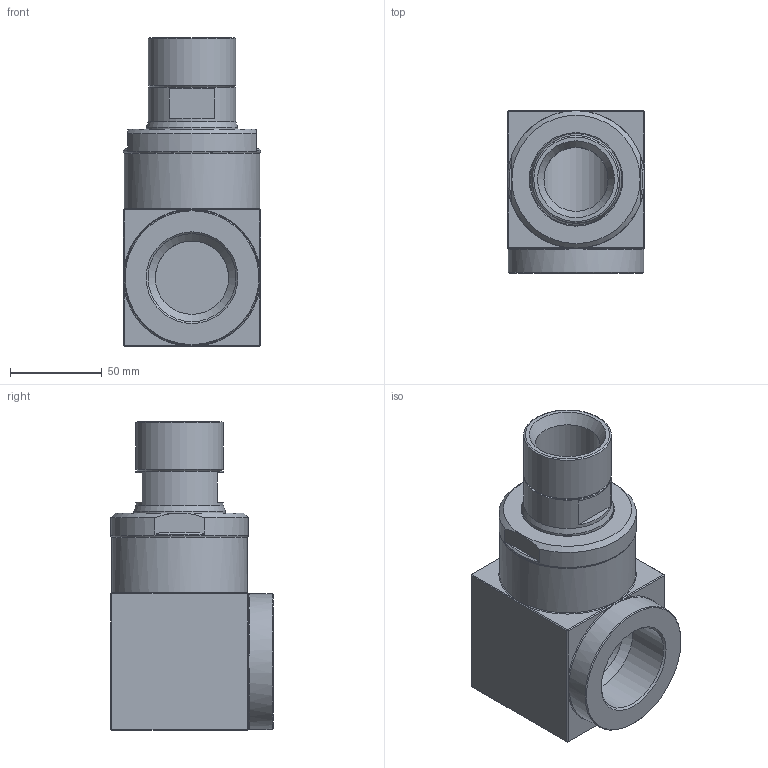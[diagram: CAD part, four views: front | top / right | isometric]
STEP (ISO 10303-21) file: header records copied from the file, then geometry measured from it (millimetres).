
FILE_DESCRIPTION (( 'STEP AP214' ), '1' );
FILE_NAME ('BAL-GGN40-IC-KAF.STEP', '2016-08-23T11:24:52', ( '' ), ( '' ), 'SwSTEP 2.0', 'SolidWorks 2016', '' );
FILE_SCHEMA (( 'AUTOMOTIVE_DESIGN' ));
Length unit declared in the file: millimetre
Products named in the file (1): BAL-GGN40-IC-KAF
Bounding box: 75 x 88.5 x 168.5 mm (x, y, z)
Surface area: 115738.9 mm2 (no closed solid volume)
Topology: 0 solids, 7 shells, 162 faces, 381 edges, 225 vertices
Faces by surface type: plane 68, cylinder 41, cone 20, bspline 20, torus 13
Full cylindrical faces by diameter (mm): 35 x1, 40 x2, 41.1 x2, 41.5 x1, 45.941 x2, 47.8 x2, 48 x1, 50 x3, 50.6 x2, 51 x3, 54 x1, 60 x2, 60.4 x1, 62 x1, 74 x2, 75 x1
Entity records: 6732 total; most frequent: CARTESIAN_POINT 1611, DIRECTION 676, ORIENTED_EDGE 606, EDGE_CURVE 305, AXIS2_PLACEMENT_3D 282, EDGE_LOOP 236, VERTEX_POINT 217, FACE_OUTER_BOUND 198
